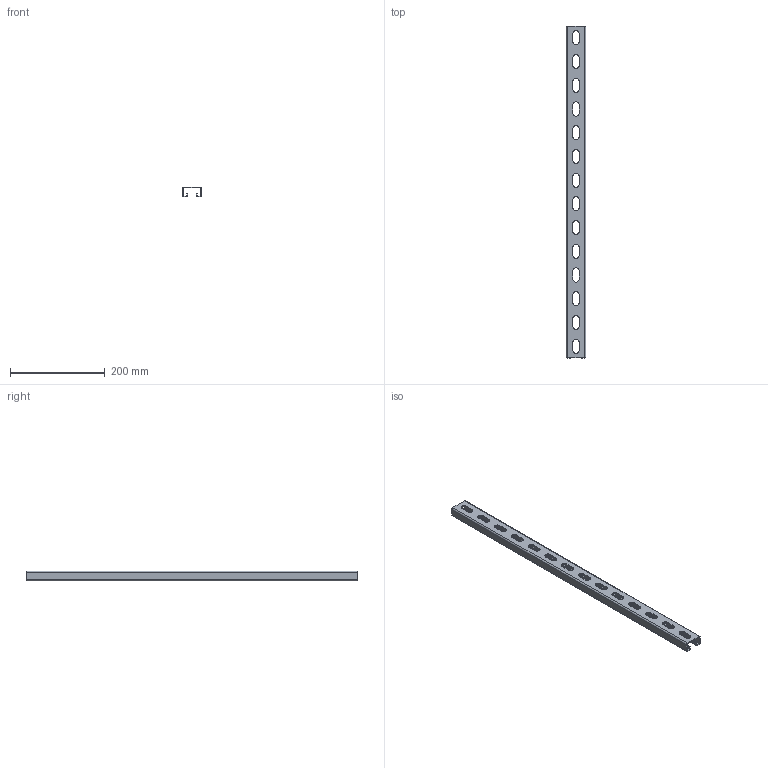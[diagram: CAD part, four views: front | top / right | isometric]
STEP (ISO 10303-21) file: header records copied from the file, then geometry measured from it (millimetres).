
FILE_DESCRIPTION((''),'2;1');
FILE_NAME('646207_PRT','2018-12-05T12:38:31',('tomasz.grudniewski'),(''),'CREO PARAMETRIC BY PTC INC, 2018260','CREO PARAMETRIC BY PTC INC, 2018260','');
FILE_SCHEMA(('CONFIG_CONTROL_DESIGN'));
Length unit declared in the file: millimetre
Products named in the file (1): 646207_PRT
Bounding box: 41 x 700 x 21 mm (x, y, z)
Volume: 134084.9 mm3; surface area: 139391.8 mm2
Topology: 1 solids, 1 shells, 110 faces, 276 edges, 168 vertices
Faces by surface type: plane 70, cylinder 40
Entity records: 3330 total; most frequent: DIRECTION 576, CARTESIAN_POINT 554, ORIENTED_EDGE 552, EDGE_CURVE 276, VECTOR 196, LINE 196, AXIS2_PLACEMENT_3D 190, VERTEX_POINT 168
